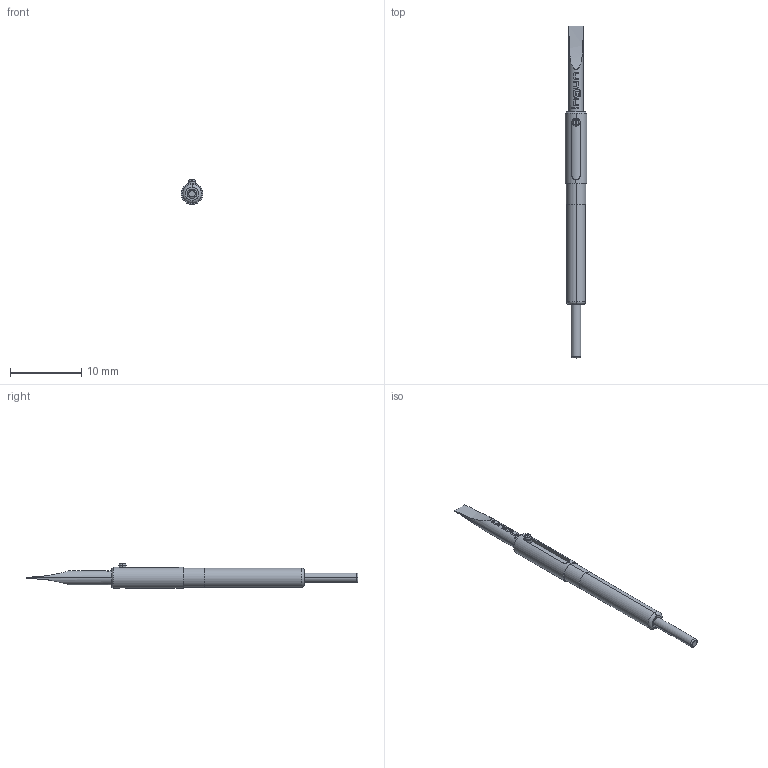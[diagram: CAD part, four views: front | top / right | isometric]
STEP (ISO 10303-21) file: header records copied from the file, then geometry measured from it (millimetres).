
FILE_DESCRIPTION (( 'STEP AP203' ), '1' );
FILE_NAME ('INGUN_GKS-714_223_200_A_xx10.STEP', '2021-12-09T07:47:32', ( 'ochi' ), ( '' ), 'SwSTEP 2.0', 'SolidWorks 2018', '' );
FILE_SCHEMA (( 'CONFIG_CONTROL_DESIGN' ));
Length unit declared in the file: millimetre
Products named in the file (1): INGUN_GKS-714_223_200_A_xx10
Bounding box: 3 x 46.5 x 3.5 mm (x, y, z)
Volume: 196.9 mm3; surface area: 360.4 mm2
Topology: 1 solids, 1 shells, 117 faces, 298 edges, 194 vertices
Faces by surface type: bspline 62, cylinder 31, plane 15, cone 5, torus 4
Entity records: 5051 total; most frequent: CARTESIAN_POINT 2710, ORIENTED_EDGE 596, EDGE_CURVE 298, DIRECTION 240, B_SPLINE_CURVE_WITH_KNOTS 210, VERTEX_POINT 194, EDGE_LOOP 128, ADVANCED_FACE 117
